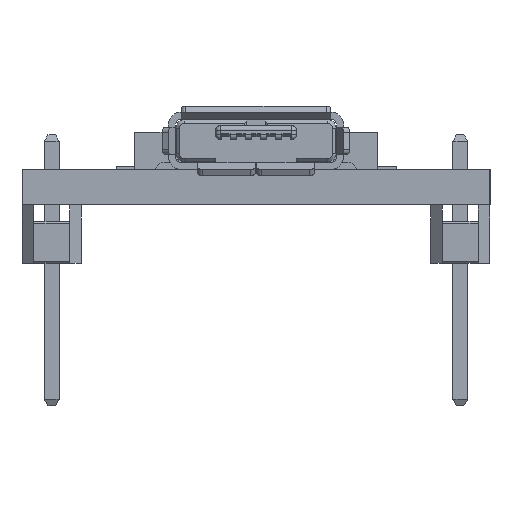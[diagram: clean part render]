
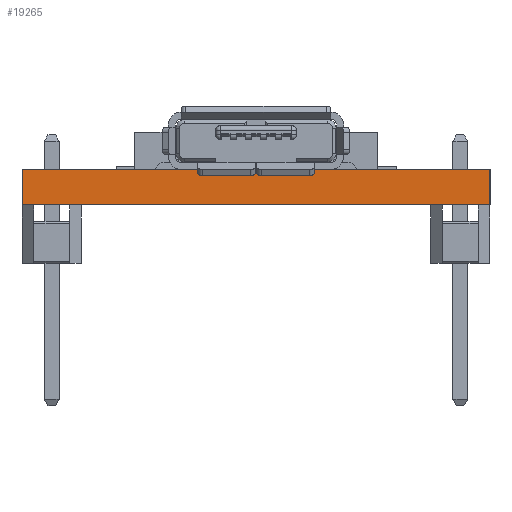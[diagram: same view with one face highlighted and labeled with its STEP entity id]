
A CAD part, left-side view. The second image highlights one B-rep face of the part: STEP entity #19265.
In plain terms, the highlighted planar face has unit normal (-1, 0, 0).
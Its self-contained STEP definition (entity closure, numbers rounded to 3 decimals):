
#1625=FACE_OUTER_BOUND('',#2764,.T.);
#2764=EDGE_LOOP('',(#14794,#14795,#14796,#14797));
#4624=LINE('',#29590,#6900);
#4625=LINE('',#29593,#6901);
#4626=LINE('',#29595,#6902);
#4627=LINE('',#29596,#6903);
#6900=VECTOR('',#24041,10.);
#6901=VECTOR('',#24044,10.);
#6902=VECTOR('',#24045,10.);
#6903=VECTOR('',#24046,10.);
#8780=VERTEX_POINT('',#29583);
#8783=VERTEX_POINT('',#29588);
#8784=VERTEX_POINT('',#29592);
#8785=VERTEX_POINT('',#29594);
#10950=EDGE_CURVE('',#8780,#8783,#4624,.T.);
#10951=EDGE_CURVE('',#8784,#8780,#4625,.T.);
#10952=EDGE_CURVE('',#8785,#8783,#4626,.T.);
#10953=EDGE_CURVE('',#8784,#8785,#4627,.T.);
#14794=ORIENTED_EDGE('',*,*,#10951,.T.);
#14795=ORIENTED_EDGE('',*,*,#10950,.T.);
#14796=ORIENTED_EDGE('',*,*,#10952,.F.);
#14797=ORIENTED_EDGE('',*,*,#10953,.F.);
#18298=PLANE('',#20640);
#19265=ADVANCED_FACE('',(#1625),#18298,.T.);
#20640=AXIS2_PLACEMENT_3D('',#29591,#24042,#24043);
#24041=DIRECTION('',(0.,0.,1.));
#24042=DIRECTION('center_axis',(-1.,0.,0.));
#24043=DIRECTION('ref_axis',(0.,-1.,0.));
#24044=DIRECTION('',(0.,-1.,0.));
#24045=DIRECTION('',(0.,-1.,0.));
#24046=DIRECTION('',(0.,0.,1.));
#29583=CARTESIAN_POINT('',(-17.35,-10.,0.));
#29588=CARTESIAN_POINT('',(-17.35,-10.,1.5));
#29590=CARTESIAN_POINT('',(-17.35,-10.,0.));
#29591=CARTESIAN_POINT('Origin',(-17.35,10.,0.));
#29592=CARTESIAN_POINT('',(-17.35,10.,0.));
#29593=CARTESIAN_POINT('',(-17.35,10.,0.));
#29594=CARTESIAN_POINT('',(-17.35,10.,1.5));
#29595=CARTESIAN_POINT('',(-17.35,10.,1.5));
#29596=CARTESIAN_POINT('',(-17.35,10.,0.));
